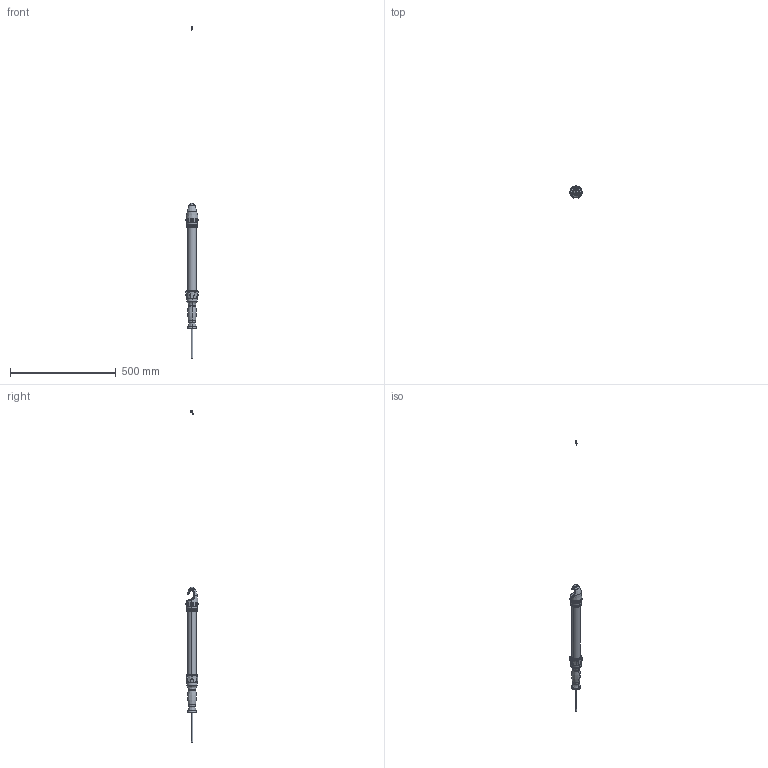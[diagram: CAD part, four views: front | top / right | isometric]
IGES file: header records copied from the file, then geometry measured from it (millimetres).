
Start section: SolidWorks IGES file using analytic representation for surfaces
Global section: file name: 6149.IGS; native system: SolidWorks 2016; preprocessor: SolidWorks 2016; author: voigtma; date: 170627.140314; units: millimetre
Bounding box: 61.89 x 57.1 x 1573.22 mm (x, y, z)
Surface area: 95791.5 mm2 (no closed solid volume)
Topology: 0 solids, 0 shells, 262 faces, 4765 edges, 4763 vertices
Faces by surface type: bspline 203, revolution 59
